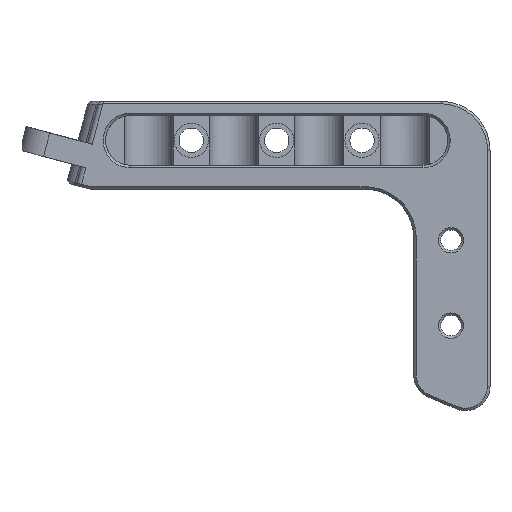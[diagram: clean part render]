
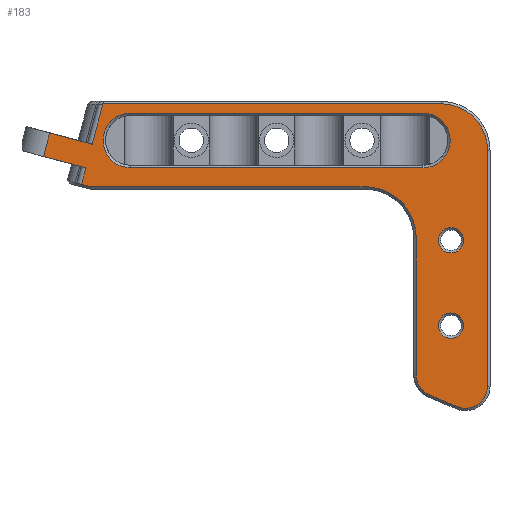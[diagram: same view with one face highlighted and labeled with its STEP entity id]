
A CAD part, front view. The second image highlights one B-rep face of the part: STEP entity #183.
In plain terms, the highlighted planar face has unit normal (0, -1, 0).
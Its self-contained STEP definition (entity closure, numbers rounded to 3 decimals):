
#183=ADVANCED_FACE('',(#1400,#1402,#1404,#1406),#1408,.F.);
#1400=FACE_BOUND('',#1401,.T.);
#1401=EDGE_LOOP('',(#2771,#2772,#2773,#2774,#2775,#2776,#2777,#2778,#2779,#2780,
#2781,#2782,#2783,#2784,#2785));
#1402=FACE_BOUND('',#1403,.T.);
#1403=EDGE_LOOP('',(#2786));
#1404=FACE_BOUND('',#1405,.T.);
#1405=EDGE_LOOP('',(#2787,#2788,#2789,#2790));
#1406=FACE_BOUND('',#1407,.T.);
#1407=EDGE_LOOP('',(#2791));
#1408=PLANE('',#1409);
#1409=AXIS2_PLACEMENT_3D('',#1410,#1411,#1412);
#1410=CARTESIAN_POINT('',(0.,-15.,0.));
#1411=DIRECTION('',(0.,1.,0.));
#1412=DIRECTION('',(-1.,0.,0.));
#2771=ORIENTED_EDGE('',*,*,#3391,.F.);
#2772=ORIENTED_EDGE('',*,*,#3392,.F.);
#2773=ORIENTED_EDGE('',*,*,#3393,.F.);
#2774=ORIENTED_EDGE('',*,*,#3394,.F.);
#2775=ORIENTED_EDGE('',*,*,#3395,.F.);
#2776=ORIENTED_EDGE('',*,*,#3396,.F.);
#2777=ORIENTED_EDGE('',*,*,#3397,.F.);
#2778=ORIENTED_EDGE('',*,*,#3398,.F.);
#2779=ORIENTED_EDGE('',*,*,#3399,.F.);
#2780=ORIENTED_EDGE('',*,*,#3400,.F.);
#2781=ORIENTED_EDGE('',*,*,#3401,.T.);
#2782=ORIENTED_EDGE('',*,*,#3402,.F.);
#2783=ORIENTED_EDGE('',*,*,#3403,.F.);
#2784=ORIENTED_EDGE('',*,*,#3404,.F.);
#2785=ORIENTED_EDGE('',*,*,#3405,.T.);
#2786=ORIENTED_EDGE('',*,*,#3353,.T.);
#2787=ORIENTED_EDGE('',*,*,#3406,.T.);
#2788=ORIENTED_EDGE('',*,*,#3407,.T.);
#2789=ORIENTED_EDGE('',*,*,#3408,.T.);
#2790=ORIENTED_EDGE('',*,*,#3409,.T.);
#2791=ORIENTED_EDGE('',*,*,#3352,.T.);
#3352=EDGE_CURVE('',#3689,#3689,#3690,.F.);
#3353=EDGE_CURVE('',#3691,#3691,#3692,.F.);
#3391=EDGE_CURVE('',#3761,#3762,#3763,.T.);
#3392=EDGE_CURVE('',#3764,#3761,#3765,.T.);
#3393=EDGE_CURVE('',#3766,#3764,#3767,.T.);
#3394=EDGE_CURVE('',#3768,#3766,#3769,.T.);
#3395=EDGE_CURVE('',#3770,#3768,#3771,.T.);
#3396=EDGE_CURVE('',#3772,#3770,#3773,.T.);
#3397=EDGE_CURVE('',#3774,#3772,#3775,.T.);
#3398=EDGE_CURVE('',#3776,#3774,#3777,.T.);
#3399=EDGE_CURVE('',#3778,#3776,#3779,.T.);
#3400=EDGE_CURVE('',#3780,#3778,#3781,.T.);
#3401=EDGE_CURVE('',#3780,#3782,#3783,.F.);
#3402=EDGE_CURVE('',#3784,#3782,#3785,.T.);
#3403=EDGE_CURVE('',#3786,#3784,#3787,.T.);
#3404=EDGE_CURVE('',#3788,#3786,#3789,.T.);
#3405=EDGE_CURVE('',#3788,#3762,#3790,.T.);
#3406=EDGE_CURVE('',#3791,#3792,#3793,.T.);
#3407=EDGE_CURVE('',#3792,#3794,#3795,.F.);
#3408=EDGE_CURVE('',#3794,#3796,#3797,.T.);
#3409=EDGE_CURVE('',#3796,#3791,#3798,.F.);
#3689=VERTEX_POINT('',#4267);
#3690=CIRCLE('',#4268,2.6);
#3691=VERTEX_POINT('',#4272);
#3692=CIRCLE('',#4273,2.6);
#3761=VERTEX_POINT('',#5094);
#3762=VERTEX_POINT('',#5095);
#3763=LINE('',#5096,#5097);
#3764=VERTEX_POINT('',#5099);
#3765=LINE('',#5100,#5101);
#3766=VERTEX_POINT('',#5103);
#3767=CIRCLE('',#5104,10.5);
#3768=VERTEX_POINT('',#5108);
#3769=LINE('',#5109,#5110);
#3770=VERTEX_POINT('',#5112);
#3771=CIRCLE('',#5113,4.5);
#3772=VERTEX_POINT('',#5117);
#3773=LINE('',#5118,#5119);
#3774=VERTEX_POINT('',#5121);
#3775=CIRCLE('',#5122,4.5);
#3776=VERTEX_POINT('',#5126);
#3777=LINE('',#5127,#5128);
#3778=VERTEX_POINT('',#5130);
#3779=CIRCLE('',#5131,9.5);
#3780=VERTEX_POINT('',#5135);
#3781=LINE('',#5136,#5137);
#3782=VERTEX_POINT('',#5139);
#3783=LINE('',#5140,#5141);
#3784=VERTEX_POINT('',#5143);
#3785=LINE('',#5144,#5145);
#3786=VERTEX_POINT('',#5147);
#3787=LINE('',#5148,#5149);
#3788=VERTEX_POINT('',#5151);
#3789=LINE('',#5152,#5153);
#3790=LINE('',#5155,#5156);
#3791=VERTEX_POINT('',#5158);
#3792=VERTEX_POINT('',#5159);
#3793=LINE('',#5160,#5161);
#3794=VERTEX_POINT('',#5163);
#3795=CIRCLE('',#5164,5.6);
#3796=VERTEX_POINT('',#5168);
#3797=LINE('',#5169,#5170);
#3798=CIRCLE('',#5172,5.6);
#4267=CARTESIAN_POINT('',(38.35,-15.,-37.994));
#4268=AXIS2_PLACEMENT_3D('',#4269,#4270,#4271);
#4269=CARTESIAN_POINT('',(35.75,-15.,-37.994));
#4270=DIRECTION('',(0.,-1.,0.));
#4271=DIRECTION('',(1.,0.,0.));
#4272=CARTESIAN_POINT('',(38.35,-15.,-20.494));
#4273=AXIS2_PLACEMENT_3D('',#4274,#4275,#4276);
#4274=CARTESIAN_POINT('',(35.75,-15.,-20.494));
#4275=DIRECTION('',(0.,-1.,0.));
#4276=DIRECTION('',(1.,0.,0.));
#5094=CARTESIAN_POINT('',(-38.184,-15.,-9.5));
#5095=CARTESIAN_POINT('',(-40.052,-15.,-8.999));
#5096=CARTESIAN_POINT('',(-38.184,-15.,-9.5));
#5097=VECTOR('',#5098,1.);
#5098=DIRECTION('',(-0.966,0.,0.259));
#5099=CARTESIAN_POINT('',(18.11,-15.,-9.5));
#5100=CARTESIAN_POINT('',(18.11,-15.,-9.5));
#5101=VECTOR('',#5102,1.);
#5102=DIRECTION('',(-1.,0.,0.));
#5103=CARTESIAN_POINT('',(28.61,-15.,-20.));
#5104=AXIS2_PLACEMENT_3D('',#5105,#5106,#5107);
#5105=CARTESIAN_POINT('',(18.11,-15.,-20.));
#5106=DIRECTION('',(0.,-1.,0.));
#5107=DIRECTION('',(1.,0.,0.));
#5108=CARTESIAN_POINT('',(28.61,-15.,-48.056));
#5109=CARTESIAN_POINT('',(28.61,-15.,-48.056));
#5110=VECTOR('',#5111,1.);
#5111=DIRECTION('',(0.,0.,1.));
#5112=CARTESIAN_POINT('',(31.353,-15.,-52.199));
#5113=AXIS2_PLACEMENT_3D('',#5114,#5115,#5116);
#5114=CARTESIAN_POINT('',(33.11,-15.,-48.056));
#5115=DIRECTION('',(0.,1.,0.));
#5116=DIRECTION('',(-0.39,0.,-0.921));
#5117=CARTESIAN_POINT('',(36.993,-15.,-54.591));
#5118=CARTESIAN_POINT('',(36.993,-15.,-54.591));
#5119=VECTOR('',#5120,1.);
#5120=DIRECTION('',(-0.921,0.,0.39));
#5121=CARTESIAN_POINT('',(43.25,-15.,-50.448));
#5122=AXIS2_PLACEMENT_3D('',#5123,#5124,#5125);
#5123=CARTESIAN_POINT('',(38.75,-15.,-50.448));
#5124=DIRECTION('',(0.,1.,0.));
#5125=DIRECTION('',(1.,0.,0.));
#5126=CARTESIAN_POINT('',(43.25,-15.,-2.));
#5127=CARTESIAN_POINT('',(43.25,-15.,-2.));
#5128=VECTOR('',#5129,1.);
#5129=DIRECTION('',(0.,0.,-1.));
#5130=CARTESIAN_POINT('',(33.75,-15.,7.5));
#5131=AXIS2_PLACEMENT_3D('',#5132,#5133,#5134);
#5132=CARTESIAN_POINT('',(33.75,-15.,-2.));
#5133=DIRECTION('',(0.,1.,0.));
#5134=DIRECTION('',(0.,0.,1.));
#5135=CARTESIAN_POINT('',(-35.631,-15.,7.5));
#5136=CARTESIAN_POINT('',(-35.631,-15.,7.5));
#5137=VECTOR('',#5138,1.);
#5138=DIRECTION('',(1.,0.,0.));
#5139=CARTESIAN_POINT('',(-37.852,-15.,-0.789));
#5140=CARTESIAN_POINT('',(-37.852,-15.,-0.789));
#5141=VECTOR('',#5142,1.);
#5142=DIRECTION('',(0.259,0.,0.966));
#5143=CARTESIAN_POINT('',(-46.546,-15.,1.54));
#5144=CARTESIAN_POINT('',(-46.546,-15.,1.54));
#5145=VECTOR('',#5146,1.);
#5146=DIRECTION('',(0.966,0.,-0.259));
#5147=CARTESIAN_POINT('',(-47.84,-15.,-3.289));
#5148=CARTESIAN_POINT('',(-47.84,-15.,-3.289));
#5149=VECTOR('',#5150,1.);
#5150=DIRECTION('',(0.259,0.,0.966));
#5151=CARTESIAN_POINT('',(-39.147,-15.,-5.619));
#5152=CARTESIAN_POINT('',(-39.147,-15.,-5.619));
#5153=VECTOR('',#5154,1.);
#5154=DIRECTION('',(-0.966,0.,0.259));
#5155=CARTESIAN_POINT('',(-39.147,-15.,-5.619));
#5156=VECTOR('',#5157,1.);
#5157=DIRECTION('',(-0.259,0.,-0.966));
#5158=CARTESIAN_POINT('',(-30.,-15.,5.6));
#5159=CARTESIAN_POINT('',(30.,-15.,5.6));
#5160=CARTESIAN_POINT('',(-30.,-15.,5.6));
#5161=VECTOR('',#5162,1.);
#5162=DIRECTION('',(1.,0.,0.));
#5163=CARTESIAN_POINT('',(30.,-15.,-5.6));
#5164=AXIS2_PLACEMENT_3D('',#5165,#5166,#5167);
#5165=CARTESIAN_POINT('',(30.,-15.,0.));
#5166=DIRECTION('',(0.,-1.,0.));
#5167=DIRECTION('',(0.,0.,-1.));
#5168=CARTESIAN_POINT('',(-30.,-15.,-5.6));
#5169=CARTESIAN_POINT('',(30.,-15.,-5.6));
#5170=VECTOR('',#5171,1.);
#5171=DIRECTION('',(-1.,0.,0.));
#5172=AXIS2_PLACEMENT_3D('',#5173,#5174,#5175);
#5173=CARTESIAN_POINT('',(-30.,-15.,0.));
#5174=DIRECTION('',(0.,-1.,0.));
#5175=DIRECTION('',(0.,0.,1.));
